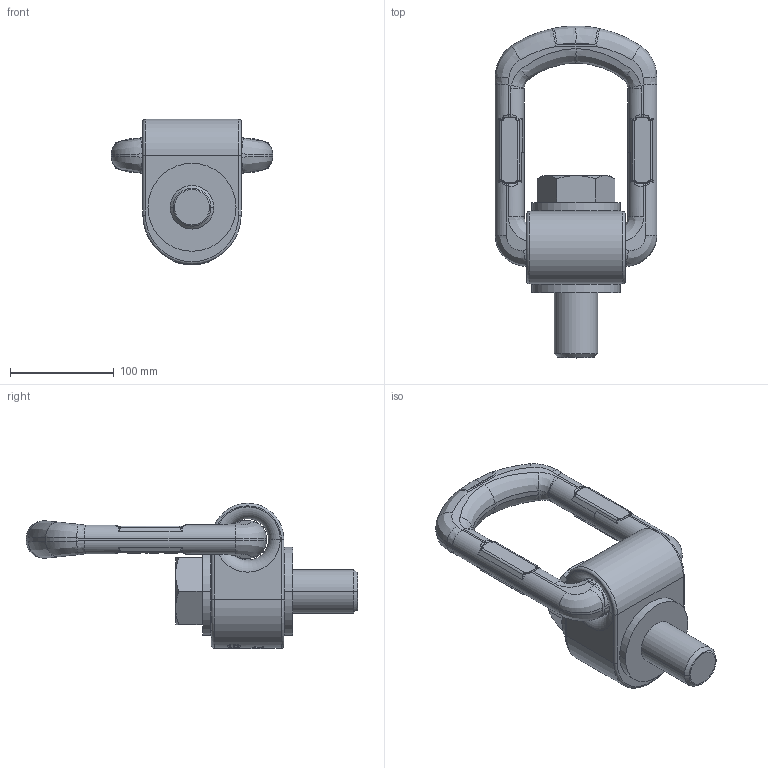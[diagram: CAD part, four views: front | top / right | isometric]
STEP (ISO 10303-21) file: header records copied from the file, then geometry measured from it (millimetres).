
FILE_DESCRIPTION((''),'2;1');
FILE_NAME('001-M31223-P-1_ASM','2004-02-17T',('jakubetz'),(''),'PRO/ENGINEER BY PARAMETRIC TECHNOLOGY CORPORATION, 2001400','PRO/ENGINEER BY PARAMETRIC TECHNOLOGY CORPORATION, 2001400','');
FILE_SCHEMA(('CONFIG_CONTROL_DESIGN'));
Length unit declared in the file: millimetre
Products named in the file (5): 001-M31223-RT1; 001-M31223-RT2; 001-M31223-BA1; 001-M31125-V01; 001-M31223-P-1_ASM
Assembly tree (4 placements, depth 2):
  001-M31223-P-1_ASM
    001-M31223-RT1
    001-M31223-RT2
    001-M31223-BA1
    001-M31125-V01
Bounding box: 156 x 320.5 x 140.5 mm (x, y, z)
Volume: 1429712.7 mm3; surface area: 214013.9 mm2
Topology: 4 solids, 5 shells, 884 faces, 2310 edges, 1459 vertices
Faces by surface type: plane 571, bspline 140, cylinder 99, torus 52, cone 18, sphere 4
Entity records: 34895 total; most frequent: CARTESIAN_POINT 14444, ORIENTED_EDGE 4596, DIRECTION 3650, EDGE_CURVE 2300, VERTEX_POINT 1459, VECTOR 1412, LINE 1412, AXIS2_PLACEMENT_3D 1119
